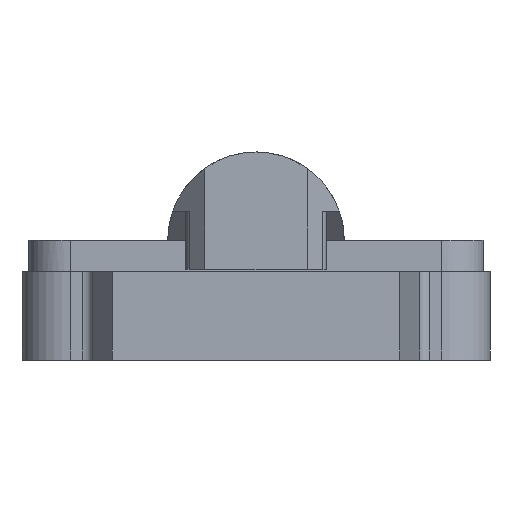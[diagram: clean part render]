
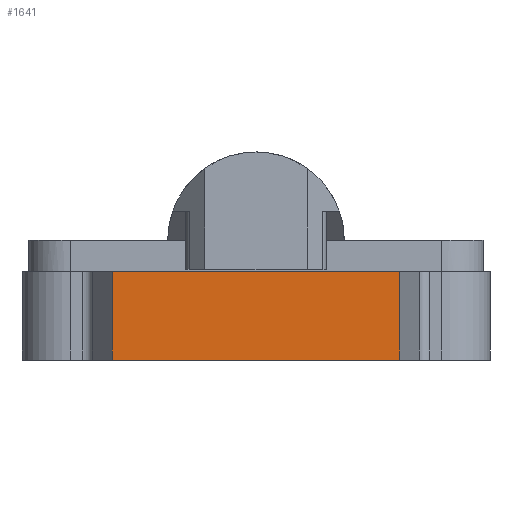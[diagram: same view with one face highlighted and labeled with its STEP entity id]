
A CAD part, left-side view. The second image highlights one B-rep face of the part: STEP entity #1641.
In plain terms, the highlighted planar face has unit normal (-1, 0, 0).
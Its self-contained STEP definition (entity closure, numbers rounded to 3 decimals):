
#69=PLANE('',#1780);
#137=FACE_OUTER_BOUND('',#228,.T.);
#228=EDGE_LOOP('',(#1215,#1216,#1217,#1218));
#450=LINE('',#2595,#602);
#452=LINE('',#2599,#604);
#453=LINE('',#2601,#605);
#454=LINE('',#2602,#606);
#602=VECTOR('',#2084,10.);
#604=VECTOR('',#2088,10.);
#605=VECTOR('',#2089,10.);
#606=VECTOR('',#2090,10.);
#761=VERTEX_POINT('',#2592);
#762=VERTEX_POINT('',#2594);
#763=VERTEX_POINT('',#2598);
#764=VERTEX_POINT('',#2600);
#945=EDGE_CURVE('',#762,#761,#450,.T.);
#947=EDGE_CURVE('',#763,#762,#452,.T.);
#948=EDGE_CURVE('',#764,#761,#453,.T.);
#949=EDGE_CURVE('',#763,#764,#454,.T.);
#1215=ORIENTED_EDGE('',*,*,#947,.T.);
#1216=ORIENTED_EDGE('',*,*,#945,.T.);
#1217=ORIENTED_EDGE('',*,*,#948,.F.);
#1218=ORIENTED_EDGE('',*,*,#949,.F.);
#1641=ADVANCED_FACE('',(#137),#69,.T.);
#1780=AXIS2_PLACEMENT_3D('',#2597,#2086,#2087);
#2084=DIRECTION('',(0.,0.,-1.));
#2086=DIRECTION('center_axis',(-1.,0.,0.));
#2087=DIRECTION('ref_axis',(0.,1.,0.));
#2088=DIRECTION('',(0.,1.,0.));
#2089=DIRECTION('',(0.,1.,0.));
#2090=DIRECTION('',(0.,0.,-1.));
#2592=CARTESIAN_POINT('',(-12.78,9.782,-8.15));
#2594=CARTESIAN_POINT('',(-12.78,9.782,-2.15));
#2595=CARTESIAN_POINT('',(-12.78,9.782,-2.15));
#2597=CARTESIAN_POINT('Origin',(-12.78,-9.782,-2.15));
#2598=CARTESIAN_POINT('',(-12.78,-9.782,-2.15));
#2599=CARTESIAN_POINT('',(-12.78,-9.782,-2.15));
#2600=CARTESIAN_POINT('',(-12.78,-9.782,-8.15));
#2601=CARTESIAN_POINT('',(-12.78,-9.782,-8.15));
#2602=CARTESIAN_POINT('',(-12.78,-9.782,-2.15));
